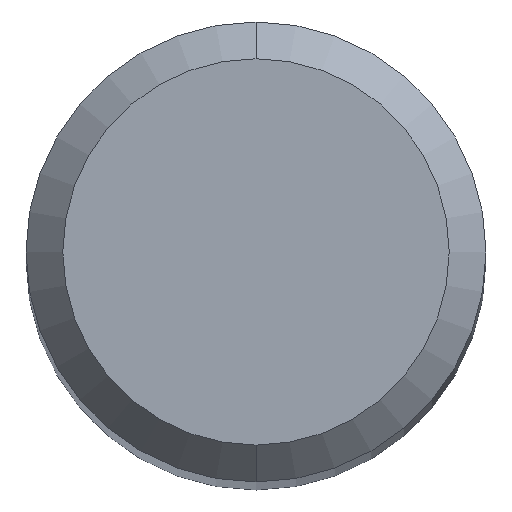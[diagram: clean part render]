
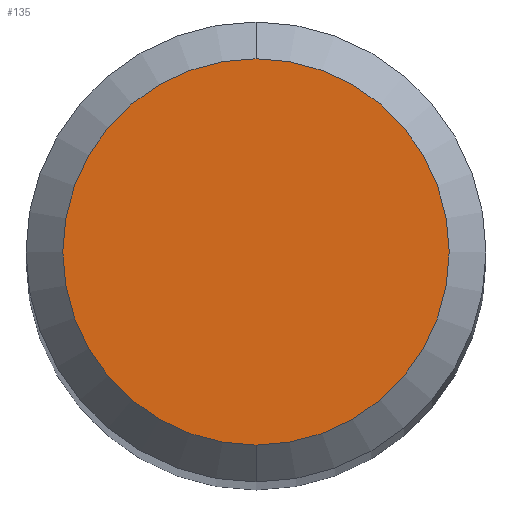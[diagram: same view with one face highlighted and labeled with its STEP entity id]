
A CAD part, top view. The second image highlights one B-rep face of the part: STEP entity #135.
In plain terms, the highlighted planar face has unit normal (0, 0, 1).
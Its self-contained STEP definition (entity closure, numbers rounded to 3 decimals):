
#135=ADVANCED_FACE('',(#290),#291,.T.);
#137=VERTEX_POINT('',#293);
#197=EDGE_CURVE('',#201,#137,#359,.T.);
#201=VERTEX_POINT('',#363);
#213=EDGE_CURVE('',#137,#201,#378,.T.);
#290=FACE_OUTER_BOUND('',#464,.T.);
#291=PLANE('',#465);
#293=CARTESIAN_POINT('',(0.0,2.1,0.0));
#359=CIRCLE('',#553,2.1);
#363=CARTESIAN_POINT('',(0.,-2.1,0.0));
#378=CIRCLE('',#576,2.1);
#464=EDGE_LOOP('',(#654,#655));
#465=AXIS2_PLACEMENT_3D('',#656,#657,#658);
#553=AXIS2_PLACEMENT_3D('',#728,#729,#730);
#576=AXIS2_PLACEMENT_3D('',#759,#760,#761);
#654=ORIENTED_EDGE('',*,*,#213,.F.);
#655=ORIENTED_EDGE('',*,*,#197,.F.);
#656=CARTESIAN_POINT('',(0.0,1.05,0.0));
#657=DIRECTION('',(-0.0,0.0,1.0));
#658=DIRECTION('',(0.0,-1.0,0.0));
#728=CARTESIAN_POINT('',(0.0,0.0,0.0));
#729=DIRECTION('',(0.0,0.0,-1.0));
#730=DIRECTION('',(0.0,1.0,0.0));
#759=CARTESIAN_POINT('',(0.0,0.0,0.0));
#760=DIRECTION('',(0.0,0.0,-1.0));
#761=DIRECTION('',(0.0,1.0,0.0));
